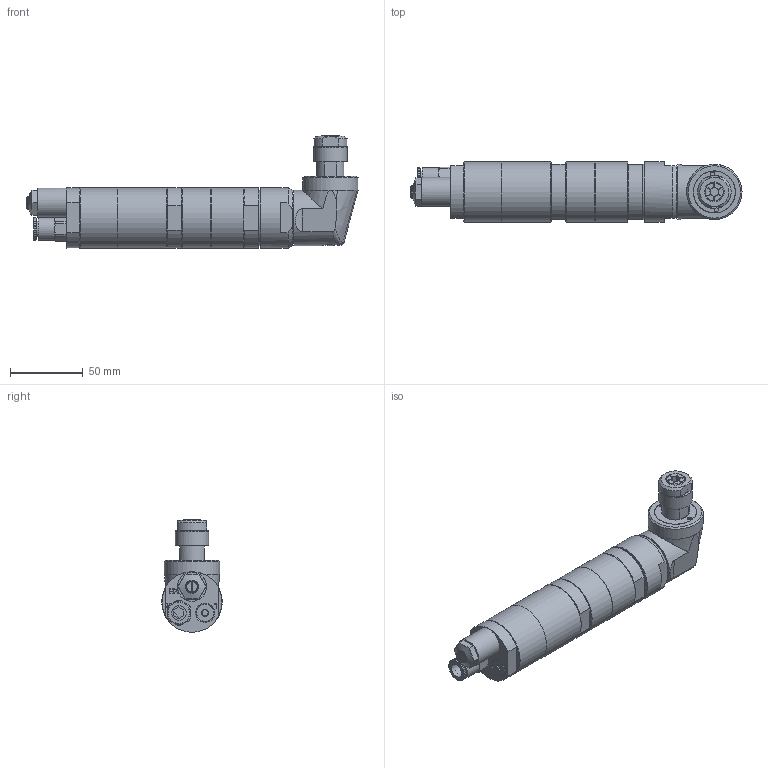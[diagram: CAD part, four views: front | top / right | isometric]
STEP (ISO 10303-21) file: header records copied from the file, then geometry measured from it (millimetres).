
FILE_DESCRIPTION(/* description */ ('MRDW 38-1100 K'),/* implementation_level */ '2;1');
FILE_NAME(/* name */ 'MRDW 38-1100 K_29945757.stp',/* time_stamp */ '2024-02-13T11:22:22+01:00',/* author */ ('DSteinicke'),/* organization */ (''),/* preprocessor_version */ 'ST-DEVELOPER v20',/* originating_system */ 'Autodesk Inventor 2024',/* authorisation */ '');
FILE_SCHEMA (('AUTOMOTIVE_DESIGN { 1 0 10303 214 3 1 1 }'));
Length unit declared in the file: millimetre
Products named in the file (1): 29945757
Bounding box: 228.2 x 41.5 x 77.17 mm (x, y, z)
Volume: 278320.4 mm3; surface area: 41226.9 mm2
Topology: 1 solids, 6 shells, 430 faces, 1169 edges, 742 vertices
Faces by surface type: plane 232, cylinder 89, cone 76, bspline 24, torus 6, sphere 3
Full cylindrical faces by diameter (mm): 2 x1, 3 x2, 6 x1, 6.5 x1, 7.5 x1, 8 x1, 8.5 x1, 9 x1, 10 x1, 11.2 x1, 11.445 x1, 13.2 x1, 15.5 x1, 15.75 x1, 17.917 x1, 19 x1, 19.2 x1, 20 x1, 23 x1, 28.917 x1, 32 x1, 37.999 x2, 38 x2, 41.5 x5
Entity records: 15124 total; most frequent: CARTESIAN_POINT 4063, ORIENTED_EDGE 2338, DIRECTION 2105, EDGE_CURVE 1169, AXIS2_PLACEMENT_3D 803, VERTEX_POINT 742, LINE 499, VECTOR 499
